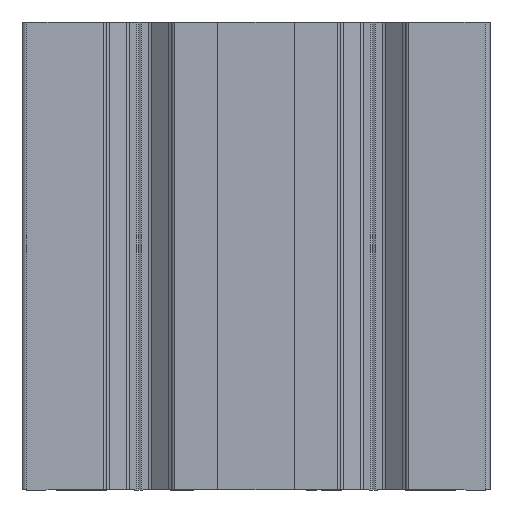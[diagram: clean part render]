
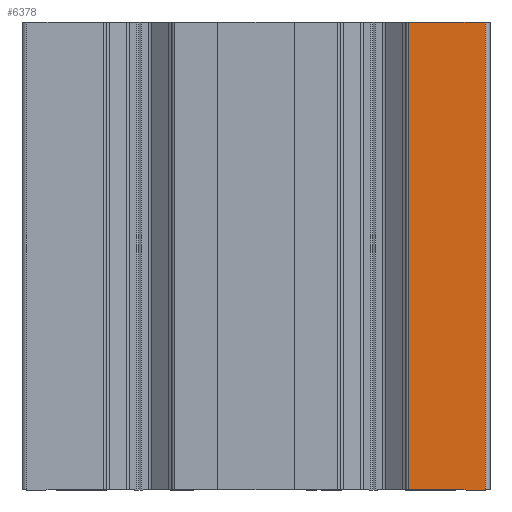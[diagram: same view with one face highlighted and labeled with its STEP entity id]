
A CAD part, front view. The second image highlights one B-rep face of the part: STEP entity #6378.
In plain terms, the highlighted planar face has unit normal (-0.014, -1, 0).
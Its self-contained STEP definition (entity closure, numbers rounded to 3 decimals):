
#93=PLANE('',#7025);
#324=FACE_OUTER_BOUND('',#666,.T.);
#666=EDGE_LOOP('',(#5286,#5287,#5288,#5289));
#968=LINE('',#9541,#1630);
#1132=LINE('',#10103,#1794);
#1333=LINE('',#10739,#1995);
#1334=LINE('',#10741,#1996);
#1630=VECTOR('',#7493,16.445);
#1794=VECTOR('',#7993,16.445);
#1995=VECTOR('',#8578,100.);
#1996=VECTOR('',#8581,100.);
#2685=VERTEX_POINT('',#9538);
#2686=VERTEX_POINT('',#9540);
#2915=VERTEX_POINT('',#10100);
#2916=VERTEX_POINT('',#10102);
#3339=EDGE_CURVE('',#2685,#2686,#968,.T.);
#3620=EDGE_CURVE('',#2915,#2916,#1132,.T.);
#3941=EDGE_CURVE('',#2686,#2915,#1333,.T.);
#3942=EDGE_CURVE('',#2916,#2685,#1334,.T.);
#5286=ORIENTED_EDGE('',*,*,#3941,.F.);
#5287=ORIENTED_EDGE('',*,*,#3339,.F.);
#5288=ORIENTED_EDGE('',*,*,#3942,.F.);
#5289=ORIENTED_EDGE('',*,*,#3620,.F.);
#6378=ADVANCED_FACE('',(#324),#93,.F.);
#7025=AXIS2_PLACEMENT_3D('',#10740,#8579,#8580);
#7493=DIRECTION('',(-1.,0.014,0.));
#7993=DIRECTION('',(1.,-0.014,0.));
#8578=DIRECTION('',(0.,0.,1.));
#8579=DIRECTION('center_axis',(0.014,1.,0.));
#8580=DIRECTION('ref_axis',(0.,0.,-1.));
#8581=DIRECTION('',(0.,0.,-1.));
#9538=CARTESIAN_POINT('',(48.986,-25.,0.));
#9540=CARTESIAN_POINT('',(32.543,-24.77,0.));
#9541=CARTESIAN_POINT('',(24.323,-24.656,0.));
#10100=CARTESIAN_POINT('',(32.543,-24.77,100.));
#10102=CARTESIAN_POINT('',(48.986,-25.,100.));
#10103=CARTESIAN_POINT('',(24.323,-24.656,100.));
#10739=CARTESIAN_POINT('',(32.543,-24.77,100.));
#10740=CARTESIAN_POINT('Origin',(48.986,-25.,100.));
#10741=CARTESIAN_POINT('',(48.986,-25.,100.));
